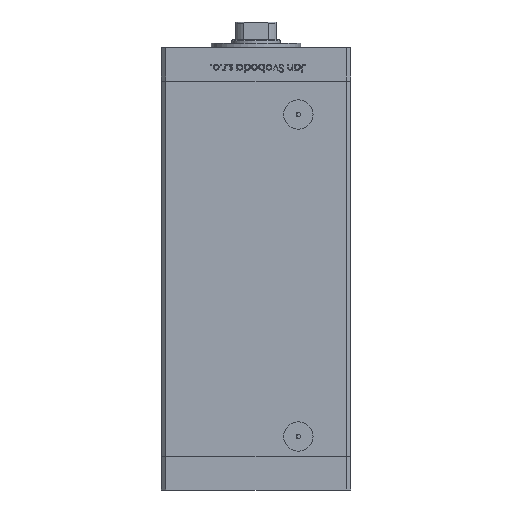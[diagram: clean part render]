
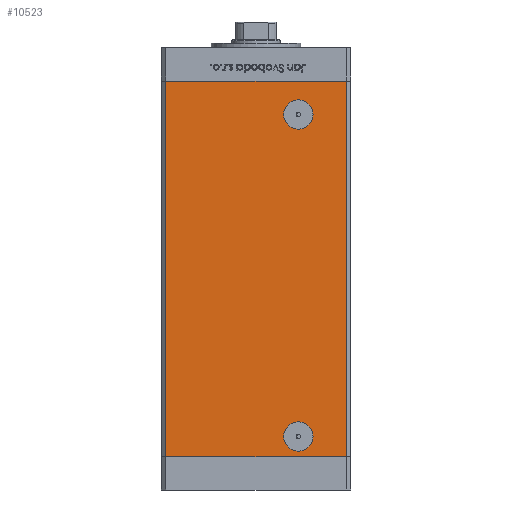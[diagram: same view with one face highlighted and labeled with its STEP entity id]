
A CAD part, front view. The second image highlights one B-rep face of the part: STEP entity #10523.
In plain terms, the highlighted planar face has unit normal (0, -1, 0).
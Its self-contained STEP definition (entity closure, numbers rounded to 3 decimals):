
#248 = CARTESIAN_POINT ( 'NONE',  ( -40.5, -37.5, 0. ) ) ;
#1177 = EDGE_CURVE ( 'NONE', #15342, #17173, #39224, .T. ) ;
#1880 = VERTEX_POINT ( 'NONE', #18660 ) ;
#2431 = VECTOR ( 'NONE', #24162, 1000. ) ;
#2557 = DIRECTION ( 'NONE',  ( 0., 0., -1. ) ) ;
#3553 = LINE ( 'NONE', #23102, #2431 ) ;
#5766 = CARTESIAN_POINT ( 'NONE',  ( 40.5, -37.5, 0. ) ) ;
#6300 = ORIENTED_EDGE ( 'NONE', *, *, #11625, .T. ) ;
#7318 = ORIENTED_EDGE ( 'NONE', *, *, #1177, .F. ) ;
#7716 = CARTESIAN_POINT ( 'NONE',  ( 19., -37.5, 2.42 ) ) ;
#7931 = ORIENTED_EDGE ( 'NONE', *, *, #33715, .T. ) ;
#8452 = EDGE_CURVE ( 'NONE', #41821, #38880, #30199, .T. ) ;
#8845 = CARTESIAN_POINT ( 'NONE',  ( 19., -37.5, 15.58 ) ) ;
#9145 = AXIS2_PLACEMENT_3D ( 'NONE', #27533, #27009, #42119 ) ;
#9212 = DIRECTION ( 'NONE',  ( 1., 0., 0. ) ) ;
#10523 = ADVANCED_FACE ( 'NONE', ( #31489, #23296, #50003 ), #29990, .F. ) ;
#11625 = EDGE_CURVE ( 'NONE', #15342, #1880, #3553, .T. ) ;
#11840 = EDGE_LOOP ( 'NONE', ( #40070, #29079 ) ) ;
#13435 = DIRECTION ( 'NONE',  ( 0., 0., -1. ) ) ;
#13722 = AXIS2_PLACEMENT_3D ( 'NONE', #52088, #28103, #23862 ) ;
#14664 = VERTEX_POINT ( 'NONE', #8845 ) ;
#15342 = VERTEX_POINT ( 'NONE', #21806 ) ;
#15450 = DIRECTION ( 'NONE',  ( 1., 0., 0. ) ) ;
#16621 = ORIENTED_EDGE ( 'NONE', *, *, #43955, .F. ) ;
#17173 = VERTEX_POINT ( 'NONE', #29954 ) ;
#18660 = CARTESIAN_POINT ( 'NONE',  ( -40.5, -37.5, 0. ) ) ;
#19525 = CIRCLE ( 'NONE', #26274, 6.58 ) ;
#21365 = LINE ( 'NONE', #248, #41065 ) ;
#21398 = EDGE_CURVE ( 'NONE', #38880, #41821, #27228, .T. ) ;
#21752 = DIRECTION ( 'NONE',  ( 0., 0., -1. ) ) ;
#21806 = CARTESIAN_POINT ( 'NONE',  ( -40.5, -37.5, 168.5 ) ) ;
#22760 = ORIENTED_EDGE ( 'NONE', *, *, #50729, .F. ) ;
#23102 = CARTESIAN_POINT ( 'NONE',  ( -40.5, -37.5, 168.5 ) ) ;
#23296 = FACE_OUTER_BOUND ( 'NONE', #32637, .T. ) ;
#23386 = CARTESIAN_POINT ( 'NONE',  ( -40.5, -37.5, 168.5 ) ) ;
#23862 = DIRECTION ( 'NONE',  ( 0., 0., -1. ) ) ;
#24162 = DIRECTION ( 'NONE',  ( 0., 0., -1. ) ) ;
#25672 = EDGE_CURVE ( 'NONE', #14664, #45495, #47545, .T. ) ;
#26274 = AXIS2_PLACEMENT_3D ( 'NONE', #26601, #46384, #2557 ) ;
#26601 = CARTESIAN_POINT ( 'NONE',  ( 19., -37.5, 9. ) ) ;
#26882 = VECTOR ( 'NONE', #21752, 1000. ) ;
#27009 = DIRECTION ( 'NONE',  ( 0., 1., 0. ) ) ;
#27228 = CIRCLE ( 'NONE', #13722, 6.58 ) ;
#27533 = CARTESIAN_POINT ( 'NONE',  ( -40.5, -37.5, 168.5 ) ) ;
#28103 = DIRECTION ( 'NONE',  ( 0., 1., 0. ) ) ;
#28264 = CARTESIAN_POINT ( 'NONE',  ( 19., -37.5, 9. ) ) ;
#29079 = ORIENTED_EDGE ( 'NONE', *, *, #21398, .T. ) ;
#29954 = CARTESIAN_POINT ( 'NONE',  ( 40.5, -37.5, 168.5 ) ) ;
#29990 = PLANE ( 'NONE',  #9145 ) ;
#30199 = CIRCLE ( 'NONE', #45323, 6.58 ) ;
#31489 = FACE_BOUND ( 'NONE', #49854, .T. ) ;
#31565 = AXIS2_PLACEMENT_3D ( 'NONE', #28264, #40390, #13435 ) ;
#32637 = EDGE_LOOP ( 'NONE', ( #7931, #16621, #7318, #6300 ) ) ;
#33692 = CARTESIAN_POINT ( 'NONE',  ( 19., -37.5, 153.5 ) ) ;
#33715 = EDGE_CURVE ( 'NONE', #1880, #46737, #21365, .T. ) ;
#33983 = CARTESIAN_POINT ( 'NONE',  ( 19., -37.5, 160.08 ) ) ;
#37642 = DIRECTION ( 'NONE',  ( 0., 0., -1. ) ) ;
#38442 = ORIENTED_EDGE ( 'NONE', *, *, #25672, .F. ) ;
#38880 = VERTEX_POINT ( 'NONE', #33983 ) ;
#39224 = LINE ( 'NONE', #23386, #51826 ) ;
#40070 = ORIENTED_EDGE ( 'NONE', *, *, #8452, .T. ) ;
#40175 = CARTESIAN_POINT ( 'NONE',  ( 19., -37.5, 146.92 ) ) ;
#40390 = DIRECTION ( 'NONE',  ( 0., -1., 0. ) ) ;
#41065 = VECTOR ( 'NONE', #9212, 1000. ) ;
#41551 = LINE ( 'NONE', #46016, #26882 ) ;
#41821 = VERTEX_POINT ( 'NONE', #40175 ) ;
#42119 = DIRECTION ( 'NONE',  ( 0., 0., 1. ) ) ;
#43955 = EDGE_CURVE ( 'NONE', #17173, #46737, #41551, .T. ) ;
#45323 = AXIS2_PLACEMENT_3D ( 'NONE', #33692, #49747, #37642 ) ;
#45495 = VERTEX_POINT ( 'NONE', #7716 ) ;
#46016 = CARTESIAN_POINT ( 'NONE',  ( 40.5, -37.5, 168.5 ) ) ;
#46384 = DIRECTION ( 'NONE',  ( 0., -1., 0. ) ) ;
#46737 = VERTEX_POINT ( 'NONE', #5766 ) ;
#47545 = CIRCLE ( 'NONE', #31565, 6.58 ) ;
#49747 = DIRECTION ( 'NONE',  ( 0., 1., 0. ) ) ;
#49854 = EDGE_LOOP ( 'NONE', ( #22760, #38442 ) ) ;
#50003 = FACE_BOUND ( 'NONE', #11840, .T. ) ;
#50729 = EDGE_CURVE ( 'NONE', #45495, #14664, #19525, .T. ) ;
#51826 = VECTOR ( 'NONE', #15450, 1000. ) ;
#52088 = CARTESIAN_POINT ( 'NONE',  ( 19., -37.5, 153.5 ) ) ;
